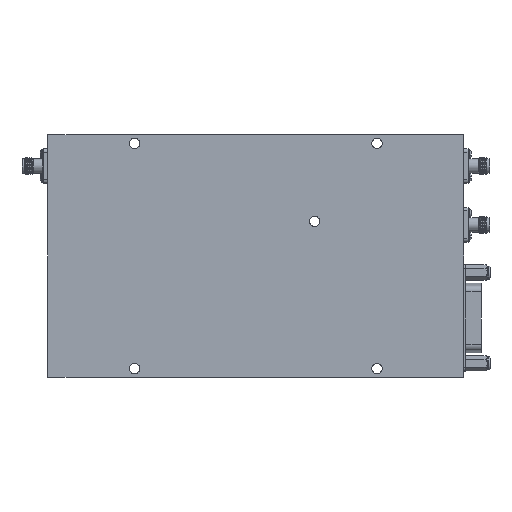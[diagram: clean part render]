
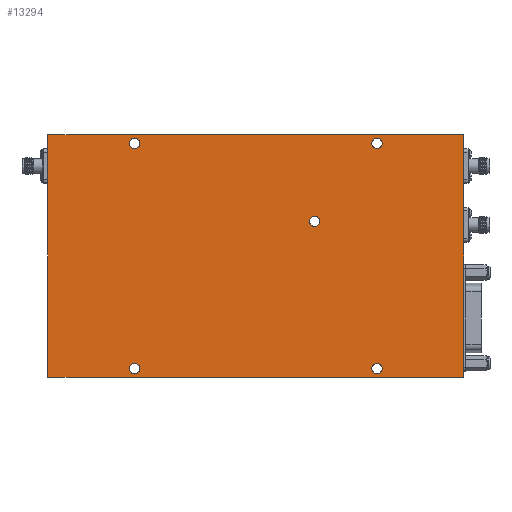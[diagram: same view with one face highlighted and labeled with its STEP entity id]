
A CAD part, front view. The second image highlights one B-rep face of the part: STEP entity #13294.
In plain terms, the highlighted planar face has unit normal (0, -1, 0).
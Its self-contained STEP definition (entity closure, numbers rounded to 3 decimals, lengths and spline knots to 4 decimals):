
#469 = VERTEX_POINT ( 'NONE', #67545 ) ;
#2975 = VERTEX_POINT ( 'NONE', #53705 ) ;
#3224 = EDGE_LOOP ( 'NONE', ( #24626, #55688 ) ) ;
#4785 = EDGE_LOOP ( 'NONE', ( #34972, #44944 ) ) ;
#5348 = DIRECTION ( 'NONE',  ( 0., 1., 0. ) ) ;
#6575 = VERTEX_POINT ( 'NONE', #87874 ) ;
#7032 = CARTESIAN_POINT ( 'NONE',  ( -3., -0.3465, 1.75 ) ) ;
#8360 = CARTESIAN_POINT ( 'NONE',  ( 1.75, -0.3465, -1.5502 ) ) ;
#9249 = CARTESIAN_POINT ( 'NONE',  ( -3., -0.3465, -1.75 ) ) ;
#10219 = VERTEX_POINT ( 'NONE', #9249 ) ;
#10955 = AXIS2_PLACEMENT_3D ( 'NONE', #38230, #97814, #68820 ) ;
#11324 = EDGE_CURVE ( 'NONE', #85512, #10219, #11636, .T. ) ;
#11636 = LINE ( 'NONE', #35124, #98060 ) ;
#11965 = DIRECTION ( 'NONE',  ( 0., 0., 1. ) ) ;
#12557 = ORIENTED_EDGE ( 'NONE', *, *, #20032, .T. ) ;
#12791 = CIRCLE ( 'NONE', #76765, 0.0748 ) ;
#13159 = CIRCLE ( 'NONE', #33927, 0.0748 ) ;
#13294 = ADVANCED_FACE ( 'NONE', ( #75813, #89838, #30736, #68312, #84286, #51770 ), #36743, .T. ) ;
#14409 = CARTESIAN_POINT ( 'NONE',  ( 3., -0.3465, 1.75 ) ) ;
#14452 = CARTESIAN_POINT ( 'NONE',  ( 3., -0.3465, -1.75 ) ) ;
#14729 = LINE ( 'NONE', #89828, #37779 ) ;
#15676 = DIRECTION ( 'NONE',  ( 0., 1., 0. ) ) ;
#16336 = EDGE_CURVE ( 'NONE', #37459, #2975, #35144, .T. ) ;
#18371 = CARTESIAN_POINT ( 'NONE',  ( -3., -0.3465, 1.75 ) ) ;
#19296 = CARTESIAN_POINT ( 'NONE',  ( 1.75, -0.3465, 1.5502 ) ) ;
#20032 = EDGE_CURVE ( 'NONE', #87893, #6575, #12791, .T. ) ;
#20144 = VERTEX_POINT ( 'NONE', #8360 ) ;
#20968 = ORIENTED_EDGE ( 'NONE', *, *, #11324, .F. ) ;
#21408 = LINE ( 'NONE', #14409, #96540 ) ;
#22885 = VERTEX_POINT ( 'NONE', #7032 ) ;
#23581 = DIRECTION ( 'NONE',  ( 0., 1., 0. ) ) ;
#24418 = DIRECTION ( 'NONE',  ( 0., 1., 0. ) ) ;
#24626 = ORIENTED_EDGE ( 'NONE', *, *, #16336, .T. ) ;
#25883 = LINE ( 'NONE', #18371, #90545 ) ;
#25899 = VERTEX_POINT ( 'NONE', #45182 ) ;
#26096 = EDGE_CURVE ( 'NONE', #6575, #87893, #89051, .T. ) ;
#27026 = CIRCLE ( 'NONE', #50958, 0.0747 ) ;
#27918 = ORIENTED_EDGE ( 'NONE', *, *, #55733, .F. ) ;
#28628 = DIRECTION ( 'NONE',  ( 0., 1., 0. ) ) ;
#29326 = DIRECTION ( 'NONE',  ( 0., 1., 0. ) ) ;
#29341 = CARTESIAN_POINT ( 'NONE',  ( 1.75, -0.3465, -1.625 ) ) ;
#29822 = DIRECTION ( 'NONE',  ( 0., 0., 1. ) ) ;
#29950 = AXIS2_PLACEMENT_3D ( 'NONE', #47144, #39131, #70710 ) ;
#30116 = DIRECTION ( 'NONE',  ( 0., 0., 1. ) ) ;
#30736 = FACE_BOUND ( 'NONE', #4785, .T. ) ;
#32452 = ORIENTED_EDGE ( 'NONE', *, *, #77915, .T. ) ;
#33086 = CIRCLE ( 'NONE', #39423, 0.0748 ) ;
#33650 = DIRECTION ( 'NONE',  ( -1., 0., 0. ) ) ;
#33720 = EDGE_CURVE ( 'NONE', #55702, #469, #73489, .T. ) ;
#33927 = AXIS2_PLACEMENT_3D ( 'NONE', #60166, #23581, #30116 ) ;
#34972 = ORIENTED_EDGE ( 'NONE', *, *, #33720, .T. ) ;
#35124 = CARTESIAN_POINT ( 'NONE',  ( -3., -0.3465, -1.75 ) ) ;
#35144 = CIRCLE ( 'NONE', #43083, 0.0748 ) ;
#35375 = CARTESIAN_POINT ( 'NONE',  ( 1.75, -0.3465, 1.6998 ) ) ;
#36743 = PLANE ( 'NONE',  #10955 ) ;
#37459 = VERTEX_POINT ( 'NONE', #76146 ) ;
#37779 = VECTOR ( 'NONE', #75318, 39.3701 ) ;
#38035 = EDGE_CURVE ( 'NONE', #58728, #58430, #76206, .T. ) ;
#38230 = CARTESIAN_POINT ( 'NONE',  ( 0., -0.3465, 0. ) ) ;
#39131 = DIRECTION ( 'NONE',  ( 0., 1., 0. ) ) ;
#39423 = AXIS2_PLACEMENT_3D ( 'NONE', #59676, #28628, #98679 ) ;
#40746 = VERTEX_POINT ( 'NONE', #66840 ) ;
#40913 = DIRECTION ( 'NONE',  ( 0., 1., 0. ) ) ;
#41412 = EDGE_LOOP ( 'NONE', ( #90814, #66455, #27918, #20968 ) ) ;
#43083 = AXIS2_PLACEMENT_3D ( 'NONE', #43846, #29326, #29822 ) ;
#43085 = AXIS2_PLACEMENT_3D ( 'NONE', #78002, #24418, #92998 ) ;
#43846 = CARTESIAN_POINT ( 'NONE',  ( -1.75, -0.3465, 1.625 ) ) ;
#44944 = ORIENTED_EDGE ( 'NONE', *, *, #66209, .T. ) ;
#45182 = CARTESIAN_POINT ( 'NONE',  ( 1.75, -0.3465, -1.6998 ) ) ;
#46226 = AXIS2_PLACEMENT_3D ( 'NONE', #29341, #59893, #52368 ) ;
#47144 = CARTESIAN_POINT ( 'NONE',  ( -1.75, -0.3465, -1.625 ) ) ;
#47531 = EDGE_CURVE ( 'NONE', #58430, #58728, #67179, .T. ) ;
#50958 = AXIS2_PLACEMENT_3D ( 'NONE', #57283, #15676, #74794 ) ;
#51770 = FACE_OUTER_BOUND ( 'NONE', #41412, .T. ) ;
#52368 = DIRECTION ( 'NONE',  ( 0., 0., 1. ) ) ;
#52522 = ORIENTED_EDGE ( 'NONE', *, *, #26096, .T. ) ;
#52713 = EDGE_CURVE ( 'NONE', #22885, #40746, #25883, .T. ) ;
#52788 = ORIENTED_EDGE ( 'NONE', *, *, #47531, .T. ) ;
#53705 = CARTESIAN_POINT ( 'NONE',  ( -1.75, -0.3465, 1.5502 ) ) ;
#53829 = ORIENTED_EDGE ( 'NONE', *, *, #61314, .T. ) ;
#55688 = ORIENTED_EDGE ( 'NONE', *, *, #56600, .T. ) ;
#55702 = VERTEX_POINT ( 'NONE', #88837 ) ;
#55733 = EDGE_CURVE ( 'NONE', #10219, #22885, #14729, .T. ) ;
#56600 = EDGE_CURVE ( 'NONE', #2975, #37459, #33086, .T. ) ;
#57283 = CARTESIAN_POINT ( 'NONE',  ( 0.85, -0.3465, 0.5 ) ) ;
#57419 = CARTESIAN_POINT ( 'NONE',  ( 1.75, -0.3465, 1.625 ) ) ;
#57752 = CARTESIAN_POINT ( 'NONE',  ( -1.75, -0.3465, -1.5502 ) ) ;
#57866 = EDGE_LOOP ( 'NONE', ( #12557, #52522 ) ) ;
#58430 = VERTEX_POINT ( 'NONE', #19296 ) ;
#58728 = VERTEX_POINT ( 'NONE', #35375 ) ;
#59676 = CARTESIAN_POINT ( 'NONE',  ( -1.75, -0.3465, 1.625 ) ) ;
#59893 = DIRECTION ( 'NONE',  ( 0., 1., 0. ) ) ;
#60166 = CARTESIAN_POINT ( 'NONE',  ( 1.75, -0.3465, -1.625 ) ) ;
#60959 = DIRECTION ( 'NONE',  ( 0., 0., -1. ) ) ;
#61314 = EDGE_CURVE ( 'NONE', #25899, #20144, #94101, .T. ) ;
#66209 = EDGE_CURVE ( 'NONE', #469, #55702, #27026, .T. ) ;
#66455 = ORIENTED_EDGE ( 'NONE', *, *, #52713, .F. ) ;
#66625 = AXIS2_PLACEMENT_3D ( 'NONE', #80527, #96037, #11965 ) ;
#66781 = ORIENTED_EDGE ( 'NONE', *, *, #38035, .T. ) ;
#66840 = CARTESIAN_POINT ( 'NONE',  ( 3., -0.3465, 1.75 ) ) ;
#67179 = CIRCLE ( 'NONE', #89532, 0.0748 ) ;
#67545 = CARTESIAN_POINT ( 'NONE',  ( 0.85, -0.3465, 0.4253 ) ) ;
#68312 = FACE_BOUND ( 'NONE', #70455, .T. ) ;
#68820 = DIRECTION ( 'NONE',  ( 0., 0., -1. ) ) ;
#70455 = EDGE_LOOP ( 'NONE', ( #32452, #53829 ) ) ;
#70710 = DIRECTION ( 'NONE',  ( 0., 0., 1. ) ) ;
#71959 = CARTESIAN_POINT ( 'NONE',  ( -1.75, -0.3465, -1.625 ) ) ;
#73489 = CIRCLE ( 'NONE', #43085, 0.0747 ) ;
#73936 = DIRECTION ( 'NONE',  ( 0., 0., 1. ) ) ;
#74794 = DIRECTION ( 'NONE',  ( 0., 0., 1. ) ) ;
#75318 = DIRECTION ( 'NONE',  ( 0., 0., 1. ) ) ;
#75813 = FACE_BOUND ( 'NONE', #3224, .T. ) ;
#76146 = CARTESIAN_POINT ( 'NONE',  ( -1.75, -0.3465, 1.6998 ) ) ;
#76206 = CIRCLE ( 'NONE', #66625, 0.0748 ) ;
#76765 = AXIS2_PLACEMENT_3D ( 'NONE', #71959, #5348, #73936 ) ;
#77915 = EDGE_CURVE ( 'NONE', #20144, #25899, #13159, .T. ) ;
#78002 = CARTESIAN_POINT ( 'NONE',  ( 0.85, -0.3465, 0.5 ) ) ;
#80439 = DIRECTION ( 'NONE',  ( 0., 0., 1. ) ) ;
#80527 = CARTESIAN_POINT ( 'NONE',  ( 1.75, -0.3465, 1.625 ) ) ;
#82379 = EDGE_LOOP ( 'NONE', ( #66781, #52788 ) ) ;
#84286 = FACE_BOUND ( 'NONE', #57866, .T. ) ;
#85512 = VERTEX_POINT ( 'NONE', #14452 ) ;
#87874 = CARTESIAN_POINT ( 'NONE',  ( -1.75, -0.3465, -1.6998 ) ) ;
#87893 = VERTEX_POINT ( 'NONE', #57752 ) ;
#88837 = CARTESIAN_POINT ( 'NONE',  ( 0.85, -0.3465, 0.5747 ) ) ;
#89051 = CIRCLE ( 'NONE', #29950, 0.0748 ) ;
#89532 = AXIS2_PLACEMENT_3D ( 'NONE', #57419, #40913, #80439 ) ;
#89828 = CARTESIAN_POINT ( 'NONE',  ( -3., -0.3465, 1.75 ) ) ;
#89838 = FACE_BOUND ( 'NONE', #82379, .T. ) ;
#90545 = VECTOR ( 'NONE', #92478, 39.3701 ) ;
#90814 = ORIENTED_EDGE ( 'NONE', *, *, #96251, .F. ) ;
#92478 = DIRECTION ( 'NONE',  ( 1., 0., 0. ) ) ;
#92998 = DIRECTION ( 'NONE',  ( 0., 0., 1. ) ) ;
#94101 = CIRCLE ( 'NONE', #46226, 0.0748 ) ;
#96037 = DIRECTION ( 'NONE',  ( 0., 1., 0. ) ) ;
#96251 = EDGE_CURVE ( 'NONE', #40746, #85512, #21408, .T. ) ;
#96540 = VECTOR ( 'NONE', #60959, 39.3701 ) ;
#97814 = DIRECTION ( 'NONE',  ( 0., -1., 0. ) ) ;
#98060 = VECTOR ( 'NONE', #33650, 39.3701 ) ;
#98679 = DIRECTION ( 'NONE',  ( 0., 0., 1. ) ) ;
